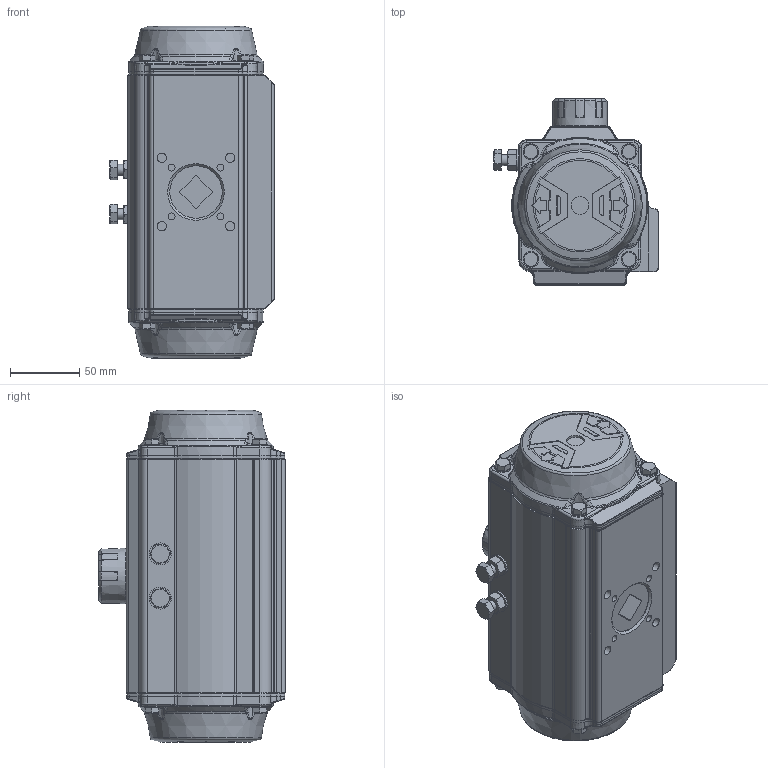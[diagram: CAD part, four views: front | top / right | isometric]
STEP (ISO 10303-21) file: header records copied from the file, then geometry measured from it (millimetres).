
FILE_DESCRIPTION(/* description */ (''),/* implementation_level */ '2;1');
FILE_NAME(/* name */ 'AT251U+Multifunzione.stp',/* time_stamp */ '2019-11-04T10:06:42+01:00',/* author */ ('A8711351'),/* organization */ (''),/* preprocessor_version */ 'ST-DEVELOPER v18',/* originating_system */ 'Autodesk Inventor 2020',/* authorisation */ '');
FILE_SCHEMA (('AUTOMOTIVE_DESIGN { 1 0 10303 214 3 1 1 }'));
Products named in the file (1): AT251U+Multifunzione
Bounding box: 118.8 x 135 x 240.4 mm (x, y, z)
Volume: 2245951.8 mm3; surface area: 117684.6 mm2
Topology: 1 solids, 2 shells, 1372 faces, 3452 edges, 2102 vertices
Faces by surface type: plane 546, bspline 254, cylinder 238, cone 228, torus 104, sphere 2
Full cylindrical faces by diameter (mm): 4.134 x4, 5 x4, 6.8 x4, 8 x2, 8.566 x2, 11.5 x8, 13 x2, 16 x2, 25.4 x1, 35.35 x1, 38 x1
Entity records: 46293 total; most frequent: CARTESIAN_POINT 15119, ORIENTED_EDGE 6856, DIRECTION 6224, EDGE_CURVE 3428, AXIS2_PLACEMENT_3D 2443, VERTEX_POINT 2102, EDGE_LOOP 1414, FACE_OUTER_BOUND 1372
